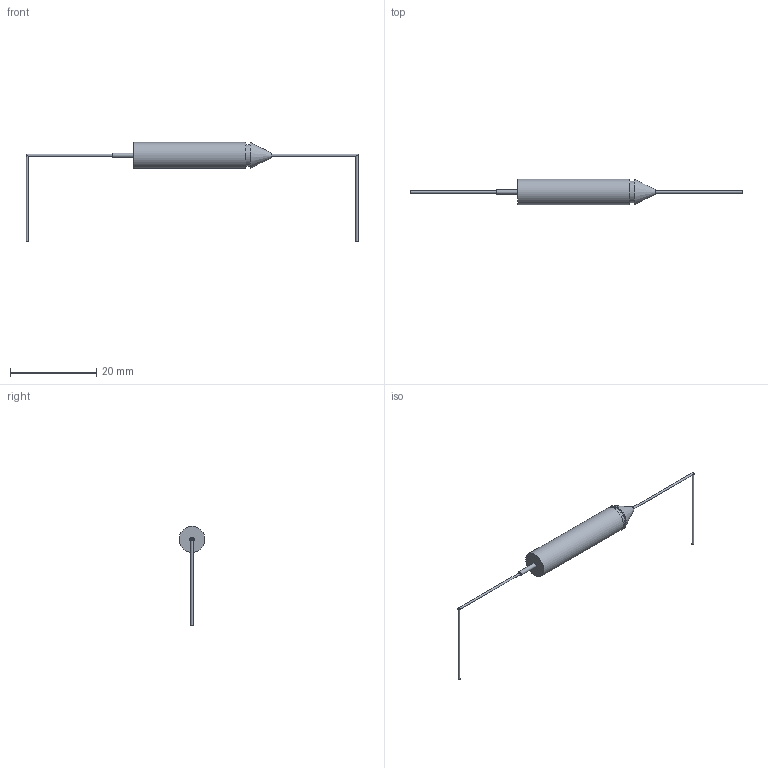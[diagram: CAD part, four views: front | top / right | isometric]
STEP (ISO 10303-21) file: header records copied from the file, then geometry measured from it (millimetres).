
FILE_DESCRIPTION(('FreeCAD Model'),'2;1');
FILE_NAME( 'A58.step', '2020-04-25T18:41:11',('Author'),(''), 'Open CASCADE STEP processor 7.3','FreeCAD','Unknown');
FILE_SCHEMA(('AUTOMOTIVE_DESIGN { 1 0 10303 214 1 1 1 1 }'));
Length unit declared in the file: millimetre
Products named in the file (8): Body; ???????001; ???????; ???????003; ???????002; ???????004; ?????; Body001
Bounding box: 77 x 6 x 23 mm (x, y, z)
Volume: 830.7 mm3; surface area: 836.7 mm2
Topology: 8 solids, 8 shells, 24 faces, 24 edges, 16 vertices
Faces by surface type: plane 16, cylinder 7, cone 1
Full cylindrical faces by diameter (mm): 0.5 x4, 1 x1, 5 x1, 6 x1
Entity records: 903 total; most frequent: DIRECTION 138, CARTESIAN_POINT 113, ORIENTED_EDGE 48, PCURVE 48, DEFINITIONAL_REPRESENTATION 48, AXIS2_PLACEMENT_3D 41, LINE 40, VECTOR 40
